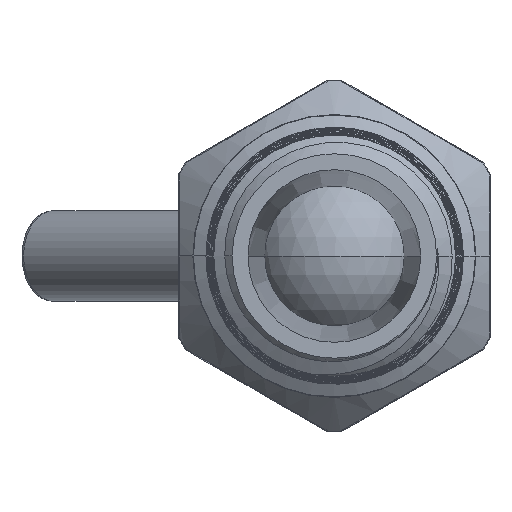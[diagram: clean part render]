
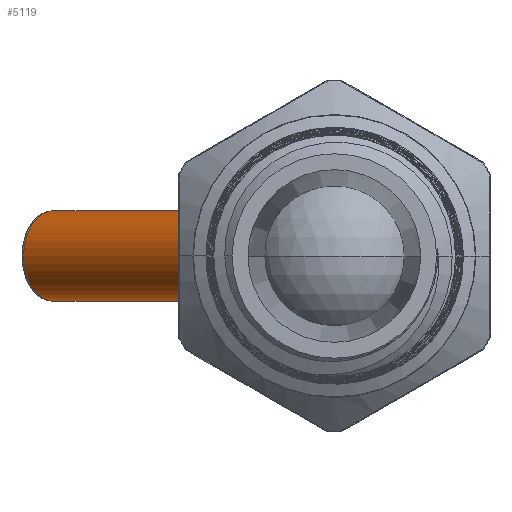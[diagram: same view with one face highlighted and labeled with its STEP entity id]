
A CAD part, front view. The second image highlights one B-rep face of the part: STEP entity #5119.
In plain terms, the highlighted cylindrical face has radius 2.451 mm (diameter 4.902 mm), a partial arc.
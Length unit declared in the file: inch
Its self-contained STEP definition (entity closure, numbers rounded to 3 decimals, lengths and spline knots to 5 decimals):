
#250 = VERTEX_POINT ( 'NONE', #4296 ) ;
#251 = VERTEX_POINT ( 'NONE', #4299 ) ;
#258 = VERTEX_POINT ( 'NONE', #4290 ) ;
#265 = VERTEX_POINT ( 'NONE', #4283 ) ;
#1831 = EDGE_LOOP ( 'NONE', ( #8207, #8208, #8209, #8210 ) ) ;
#2444 = AXIS2_PLACEMENT_3D ( 'NONE', #4749, #4748, #4751 ) ;
#2614 = AXIS2_PLACEMENT_3D ( 'NONE', #12121, #12122, #12123 ) ;
#2744 = AXIS2_PLACEMENT_3D ( 'NONE', #9722, #9723, #9724 ) ;
#3686 = FACE_OUTER_BOUND ( 'NONE', #1831, .T. ) ;
#3688 = CYLINDRICAL_SURFACE ( 'NONE', #2444, 0.0965 ) ;
#4283 = CARTESIAN_POINT ( 'NONE',  ( -0.17089, 0., 0.0965 ) ) ;
#4290 = CARTESIAN_POINT ( 'NONE',  ( -0.17089, 0., -0.0965 ) ) ;
#4296 = CARTESIAN_POINT ( 'NONE',  ( -0.79, 0., -0.0965 ) ) ;
#4299 = CARTESIAN_POINT ( 'NONE',  ( -0.79, 0., 0.0965 ) ) ;
#4748 = DIRECTION ( 'NONE',  ( -1., 0., 0. ) ) ;
#4749 = CARTESIAN_POINT ( 'NONE',  ( -0.84784, 0., 0. ) ) ;
#4751 = DIRECTION ( 'NONE',  ( 0., 0., 1. ) ) ;
#5119 = ADVANCED_FACE ( 'NONE', ( #3686 ), #3688, .T. ) ;
#7549 = CIRCLE ( 'NONE', #2614, 0.0965 ) ;
#7554 = LINE ( 'NONE', #12135, #7559 ) ;
#7555 = LINE ( 'NONE', #12124, #7557 ) ;
#7557 = VECTOR ( 'NONE', #12131, 39.37008 ) ;
#7559 = VECTOR ( 'NONE', #12139, 39.37008 ) ;
#7755 = CIRCLE ( 'NONE', #2744, 0.0965 ) ;
#8207 = ORIENTED_EDGE ( 'NONE', *, *, #8659, .F. ) ;
#8208 = ORIENTED_EDGE ( 'NONE', *, *, #12670, .T. ) ;
#8209 = ORIENTED_EDGE ( 'NONE', *, *, #8658, .T. ) ;
#8210 = ORIENTED_EDGE ( 'NONE', *, *, #8653, .F. ) ;
#8653 = EDGE_CURVE ( 'NONE', #250, #251, #7549, .T. ) ;
#8658 = EDGE_CURVE ( 'NONE', #265, #251, #7555, .T. ) ;
#8659 = EDGE_CURVE ( 'NONE', #258, #250, #7554, .T. ) ;
#9722 = CARTESIAN_POINT ( 'NONE',  ( -0.17089, 0., 0. ) ) ;
#9723 = DIRECTION ( 'NONE',  ( -1., 0., 0. ) ) ;
#9724 = DIRECTION ( 'NONE',  ( 0., 0., 1. ) ) ;
#12121 = CARTESIAN_POINT ( 'NONE',  ( -0.79, 0., 0. ) ) ;
#12122 = DIRECTION ( 'NONE',  ( -1., 0., 0. ) ) ;
#12123 = DIRECTION ( 'NONE',  ( 0., 0., 1. ) ) ;
#12124 = CARTESIAN_POINT ( 'NONE',  ( -0.84784, 0., 0.0965 ) ) ;
#12131 = DIRECTION ( 'NONE',  ( -1., 0., 0. ) ) ;
#12135 = CARTESIAN_POINT ( 'NONE',  ( -0.84784, 0., -0.0965 ) ) ;
#12139 = DIRECTION ( 'NONE',  ( -1., 0., 0. ) ) ;
#12670 = EDGE_CURVE ( 'NONE', #258, #265, #7755, .T. ) ;
